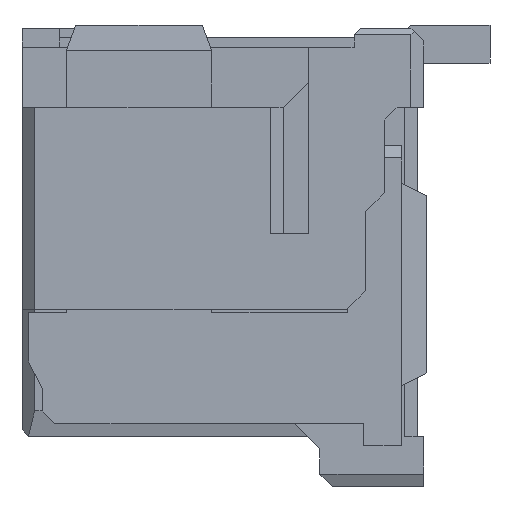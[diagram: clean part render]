
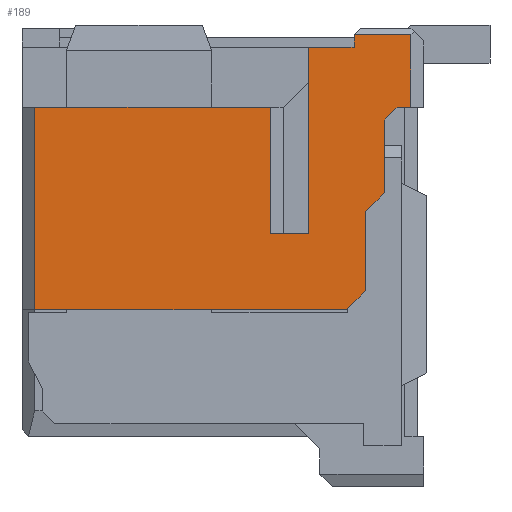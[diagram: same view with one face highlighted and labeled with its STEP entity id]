
A CAD part, left-side view. The second image highlights one B-rep face of the part: STEP entity #189.
In plain terms, the highlighted planar face has unit normal (-1, 0, 0).
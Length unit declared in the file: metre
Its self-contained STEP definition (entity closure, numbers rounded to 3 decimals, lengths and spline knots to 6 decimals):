
#189 = ADVANCED_FACE( '', ( #845 ), #846, .T. );
#845 = FACE_OUTER_BOUND( '', #1870, .T. );
#846 = PLANE( '', #1871 );
#1870 = EDGE_LOOP( '', ( #3827, #3828, #3829, #3830, #3831, #3832, #3833, #3834, #3835, #3836, #3837, #3838, #3839, #3840, #3841, #3842 ) );
#1871 = AXIS2_PLACEMENT_3D( '', #3843, #3844, #3845 );
#3827 = ORIENTED_EDGE( '', *, *, #7817, .T. );
#3828 = ORIENTED_EDGE( '', *, *, #7581, .F. );
#3829 = ORIENTED_EDGE( '', *, *, #7818, .F. );
#3830 = ORIENTED_EDGE( '', *, *, #7819, .F. );
#3831 = ORIENTED_EDGE( '', *, *, #7820, .F. );
#3832 = ORIENTED_EDGE( '', *, *, #7821, .F. );
#3833 = ORIENTED_EDGE( '', *, *, #7822, .F. );
#3834 = ORIENTED_EDGE( '', *, *, #7823, .T. );
#3835 = ORIENTED_EDGE( '', *, *, #7824, .T. );
#3836 = ORIENTED_EDGE( '', *, *, #7825, .T. );
#3837 = ORIENTED_EDGE( '', *, *, #7826, .T. );
#3838 = ORIENTED_EDGE( '', *, *, #7676, .T. );
#3839 = ORIENTED_EDGE( '', *, *, #7827, .T. );
#3840 = ORIENTED_EDGE( '', *, *, #7816, .T. );
#3841 = ORIENTED_EDGE( '', *, *, #7828, .F. );
#3842 = ORIENTED_EDGE( '', *, *, #7829, .T. );
#3843 = CARTESIAN_POINT( '', ( -0.00665, 0., 0.000445 ) );
#3844 = DIRECTION( '', ( -1., 0., 0. ) );
#3845 = DIRECTION( '', ( 0., 0., 1. ) );
#7581 = EDGE_CURVE( '', #9473, #9476, #9477, .T. );
#7676 = EDGE_CURVE( '', #9647, #9653, #9655, .T. );
#7816 = EDGE_CURVE( '', #9898, #9900, #9902, .T. );
#7817 = EDGE_CURVE( '', #9903, #9476, #9904, .T. );
#7818 = EDGE_CURVE( '', #9905, #9473, #9906, .T. );
#7819 = EDGE_CURVE( '', #9907, #9905, #9908, .T. );
#7820 = EDGE_CURVE( '', #9909, #9907, #9910, .T. );
#7821 = EDGE_CURVE( '', #9911, #9909, #9912, .T. );
#7822 = EDGE_CURVE( '', #9913, #9911, #9914, .T. );
#7823 = EDGE_CURVE( '', #9913, #9915, #9916, .T. );
#7824 = EDGE_CURVE( '', #9915, #9400, #9917, .T. );
#7825 = EDGE_CURVE( '', #9400, #9918, #9919, .T. );
#7826 = EDGE_CURVE( '', #9918, #9647, #9920, .T. );
#7827 = EDGE_CURVE( '', #9653, #9898, #9921, .T. );
#7828 = EDGE_CURVE( '', #9922, #9900, #9923, .T. );
#7829 = EDGE_CURVE( '', #9922, #9903, #9924, .T. );
#9400 = VERTEX_POINT( '', #12325 );
#9473 = VERTEX_POINT( '', #12434 );
#9476 = VERTEX_POINT( '', #12438 );
#9477 = LINE( '', #12439, #12440 );
#9647 = VERTEX_POINT( '', #12694 );
#9653 = VERTEX_POINT( '', #12703 );
#9655 = LINE( '', #12706, #12707 );
#9898 = VERTEX_POINT( '', #13084 );
#9900 = VERTEX_POINT( '', #13087 );
#9902 = LINE( '', #13090, #13091 );
#9903 = VERTEX_POINT( '', #13092 );
#9904 = LINE( '', #13093, #13094 );
#9905 = VERTEX_POINT( '', #13095 );
#9906 = LINE( '', #13096, #13097 );
#9907 = VERTEX_POINT( '', #13098 );
#9908 = LINE( '', #13099, #13100 );
#9909 = VERTEX_POINT( '', #13101 );
#9910 = LINE( '', #13102, #13103 );
#9911 = VERTEX_POINT( '', #13104 );
#9912 = LINE( '', #13105, #13106 );
#9913 = VERTEX_POINT( '', #13107 );
#9914 = LINE( '', #13108, #13109 );
#9915 = VERTEX_POINT( '', #13110 );
#9916 = LINE( '', #13111, #13112 );
#9917 = LINE( '', #13113, #13114 );
#9918 = VERTEX_POINT( '', #13115 );
#9919 = LINE( '', #13116, #13117 );
#9920 = LINE( '', #13118, #13119 );
#9921 = LINE( '', #13120, #13121 );
#9922 = VERTEX_POINT( '', #13122 );
#9923 = LINE( '', #13123, #13124 );
#9924 = LINE( '', #13125, #13126 );
#12325 = CARTESIAN_POINT( '', ( -0.00665, -0.00265, 0.00397 ) );
#12434 = CARTESIAN_POINT( '', ( -0.00665, -0.00283, -0.00008 ) );
#12438 = CARTESIAN_POINT( '', ( -0.00665, -0.00253, -0.00038 ) );
#12439 = CARTESIAN_POINT( '', ( -0.00665, -0.00283, -0.00008 ) );
#12440 = VECTOR( '', #15558, 1. );
#12694 = CARTESIAN_POINT( '', ( -0.00665, -0.00193, 0.00377 ) );
#12703 = CARTESIAN_POINT( '', ( -0.00665, -0.00193, 0.00082 ) );
#12706 = CARTESIAN_POINT( '', ( -0.00665, -0.00193, 0.00377 ) );
#12707 = VECTOR( '', #15665, 1. );
#13084 = CARTESIAN_POINT( '', ( -0.00665, -0.00133, 0.00082 ) );
#13087 = CARTESIAN_POINT( '', ( -0.00665, -0.00133, 0.00282 ) );
#13090 = CARTESIAN_POINT( '', ( -0.00665, -0.00133, 0.00082 ) );
#13091 = VECTOR( '', #15811, 1. );
#13092 = CARTESIAN_POINT( '', ( -0.00665, 0.0024, -0.00038 ) );
#13093 = CARTESIAN_POINT( '', ( -0.00665, 0.0024, -0.00038 ) );
#13094 = VECTOR( '', #15812, 1. );
#13095 = CARTESIAN_POINT( '', ( -0.00665, -0.00283, 0.00117 ) );
#13096 = CARTESIAN_POINT( '', ( -0.00665, -0.00283, 0.00117 ) );
#13097 = VECTOR( '', #15813, 1. );
#13098 = CARTESIAN_POINT( '', ( -0.00665, -0.00313, 0.00147 ) );
#13099 = CARTESIAN_POINT( '', ( -0.00665, -0.00313, 0.00147 ) );
#13100 = VECTOR( '', #15814, 1. );
#13101 = CARTESIAN_POINT( '', ( -0.00665, -0.00313, 0.00262 ) );
#13102 = CARTESIAN_POINT( '', ( -0.00665, -0.00313, 0.00262 ) );
#13103 = VECTOR( '', #15815, 1. );
#13104 = CARTESIAN_POINT( '', ( -0.00665, -0.00333, 0.00282 ) );
#13105 = CARTESIAN_POINT( '', ( -0.00665, -0.00333, 0.00282 ) );
#13106 = VECTOR( '', #15816, 1. );
#13107 = CARTESIAN_POINT( '', ( -0.00665, -0.00355, 0.00282 ) );
#13108 = CARTESIAN_POINT( '', ( -0.00665, -0.00355, 0.00282 ) );
#13109 = VECTOR( '', #15817, 1. );
#13110 = CARTESIAN_POINT( '', ( -0.00665, -0.00355, 0.00397 ) );
#13111 = CARTESIAN_POINT( '', ( -0.00665, -0.00355, 0.00282 ) );
#13112 = VECTOR( '', #15818, 1. );
#13113 = CARTESIAN_POINT( '', ( -0.00665, -0.00355, 0.00397 ) );
#13114 = VECTOR( '', #15819, 1. );
#13115 = CARTESIAN_POINT( '', ( -0.00665, -0.00265, 0.00377 ) );
#13116 = CARTESIAN_POINT( '', ( -0.00665, -0.00265, 0.00397 ) );
#13117 = VECTOR( '', #15820, 1. );
#13118 = CARTESIAN_POINT( '', ( -0.00665, -0.00265, 0.00377 ) );
#13119 = VECTOR( '', #15821, 1. );
#13120 = CARTESIAN_POINT( '', ( -0.00665, -0.00193, 0.00082 ) );
#13121 = VECTOR( '', #15822, 1. );
#13122 = CARTESIAN_POINT( '', ( -0.00665, 0.0024, 0.00282 ) );
#13123 = CARTESIAN_POINT( '', ( -0.00665, 0.0024, 0.00282 ) );
#13124 = VECTOR( '', #15823, 1. );
#13125 = CARTESIAN_POINT( '', ( -0.00665, 0.0024, 0.00282 ) );
#13126 = VECTOR( '', #15824, 1. );
#15558 = DIRECTION( '', ( 0., 0.707, -0.707 ) );
#15665 = DIRECTION( '', ( 0., 0., -1. ) );
#15811 = DIRECTION( '', ( 0., 0., 1. ) );
#15812 = DIRECTION( '', ( 0., -1., 0. ) );
#15813 = DIRECTION( '', ( 0., 0., -1. ) );
#15814 = DIRECTION( '', ( 0., 0.707, -0.707 ) );
#15815 = DIRECTION( '', ( 0., 0., -1. ) );
#15816 = DIRECTION( '', ( 0., 0.707, -0.707 ) );
#15817 = DIRECTION( '', ( 0., 1., 0. ) );
#15818 = DIRECTION( '', ( 0., 0., 1. ) );
#15819 = DIRECTION( '', ( 0., 1., 0. ) );
#15820 = DIRECTION( '', ( 0., 0., -1. ) );
#15821 = DIRECTION( '', ( 0., 1., 0. ) );
#15822 = DIRECTION( '', ( 0., 1., 0. ) );
#15823 = DIRECTION( '', ( 0., -1., 0. ) );
#15824 = DIRECTION( '', ( 0., 0., -1. ) );
